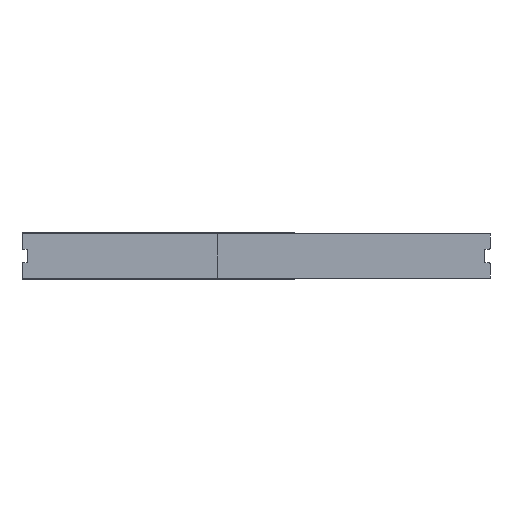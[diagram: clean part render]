
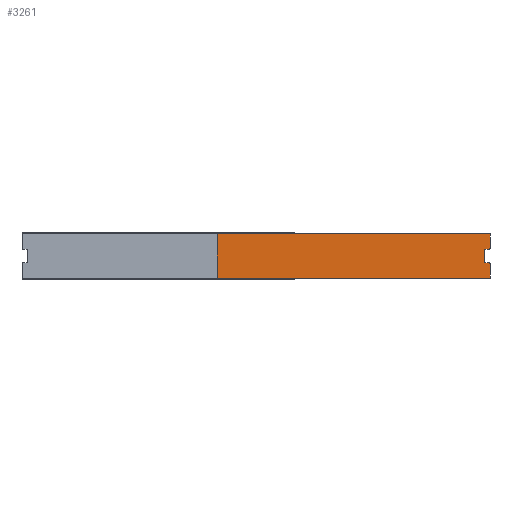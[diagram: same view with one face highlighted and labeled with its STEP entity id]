
A CAD part, front view. The second image highlights one B-rep face of the part: STEP entity #3261.
In plain terms, the highlighted planar face has unit normal (0, -1, 0).
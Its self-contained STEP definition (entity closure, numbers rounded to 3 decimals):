
#76 = LINE ( 'NONE', #1430, #2874 ) ;
#81 = CARTESIAN_POINT ( 'NONE',  ( 701., -4.4, 70.95 ) ) ;
#102 = CIRCLE ( 'NONE', #1353, 1. ) ;
#208 = VERTEX_POINT ( 'NONE', #2346 ) ;
#231 = EDGE_CURVE ( 'NONE', #208, #2179, #76, .T. ) ;
#252 = VECTOR ( 'NONE', #1522, 1000. ) ;
#305 = DIRECTION ( 'NONE',  ( 0., 0., 1. ) ) ;
#321 = EDGE_CURVE ( 'NONE', #1729, #2687, #849, .T. ) ;
#363 = DIRECTION ( 'NONE',  ( 0., 0., 1. ) ) ;
#377 = CARTESIAN_POINT ( 'NONE',  ( 688., -4.4, 18. ) ) ;
#583 = CARTESIAN_POINT ( 'NONE',  ( -159., -4.4, 69.95 ) ) ;
#584 = VERTEX_POINT ( 'NONE', #1005 ) ;
#604 = PLANE ( 'NONE',  #1004 ) ;
#618 = ORIENTED_EDGE ( 'NONE', *, *, #634, .T. ) ;
#621 = CARTESIAN_POINT ( 'NONE',  ( 684., -4.4, 70.95 ) ) ;
#634 = EDGE_CURVE ( 'NONE', #1243, #2179, #3108, .T. ) ;
#656 = VECTOR ( 'NONE', #2359, 1000. ) ;
#658 = AXIS2_PLACEMENT_3D ( 'NONE', #2546, #1981, #678 ) ;
#676 = LINE ( 'NONE', #3295, #2932 ) ;
#678 = DIRECTION ( 'NONE',  ( 0., 0., 1. ) ) ;
#817 = FACE_OUTER_BOUND ( 'NONE', #1609, .T. ) ;
#849 = CIRCLE ( 'NONE', #2178, 4. ) ;
#892 = ORIENTED_EDGE ( 'NONE', *, *, #2746, .T. ) ;
#912 = AXIS2_PLACEMENT_3D ( 'NONE', #1330, #2309, #2103 ) ;
#914 = DIRECTION ( 'NONE',  ( -1., 0., 0. ) ) ;
#921 = EDGE_CURVE ( 'NONE', #1623, #1162, #676, .T. ) ;
#964 = VECTOR ( 'NONE', #305, 1000. ) ;
#997 = VERTEX_POINT ( 'NONE', #3340 ) ;
#1004 = AXIS2_PLACEMENT_3D ( 'NONE', #81, #2405, #363 ) ;
#1005 = CARTESIAN_POINT ( 'NONE',  ( 701., -4.4, -23. ) ) ;
#1080 = CARTESIAN_POINT ( 'NONE',  ( 701., -4.4, 22. ) ) ;
#1162 = VERTEX_POINT ( 'NONE', #2365 ) ;
#1174 = EDGE_CURVE ( 'NONE', #584, #208, #2941, .T. ) ;
#1202 = EDGE_CURVE ( 'NONE', #1384, #1729, #2194, .T. ) ;
#1243 = VERTEX_POINT ( 'NONE', #583 ) ;
#1330 = CARTESIAN_POINT ( 'NONE',  ( 688., -4.4, -18. ) ) ;
#1353 = AXIS2_PLACEMENT_3D ( 'NONE', #1719, #2254, #3287 ) ;
#1384 = VERTEX_POINT ( 'NONE', #1480 ) ;
#1427 = ORIENTED_EDGE ( 'NONE', *, *, #2356, .T. ) ;
#1430 = CARTESIAN_POINT ( 'NONE',  ( 701., -4.4, -69.95 ) ) ;
#1480 = CARTESIAN_POINT ( 'NONE',  ( 684., -4.4, -18. ) ) ;
#1522 = DIRECTION ( 'NONE',  ( 0., 0., -1. ) ) ;
#1547 = CARTESIAN_POINT ( 'NONE',  ( 701., -4.4, 69.95 ) ) ;
#1565 = VERTEX_POINT ( 'NONE', #2130 ) ;
#1601 = DIRECTION ( 'NONE',  ( 0., 0., -1. ) ) ;
#1609 = EDGE_LOOP ( 'NONE', ( #2037, #1679, #2681, #2569, #618, #2122, #1998, #2150, #1427, #892, #2350, #3089 ) ) ;
#1623 = VERTEX_POINT ( 'NONE', #3221 ) ;
#1634 = CARTESIAN_POINT ( 'NONE',  ( 684., -4.4, 18. ) ) ;
#1648 = LINE ( 'NONE', #2964, #3270 ) ;
#1679 = ORIENTED_EDGE ( 'NONE', *, *, #2627, .T. ) ;
#1704 = VERTEX_POINT ( 'NONE', #2471 ) ;
#1719 = CARTESIAN_POINT ( 'NONE',  ( 700., -4.4, -23. ) ) ;
#1729 = VERTEX_POINT ( 'NONE', #1634 ) ;
#1741 = EDGE_CURVE ( 'NONE', #584, #1704, #102, .T. ) ;
#1981 = DIRECTION ( 'NONE',  ( 0., -1., 0. ) ) ;
#1985 = CARTESIAN_POINT ( 'NONE',  ( -159., -4.4, -69.95 ) ) ;
#1998 = ORIENTED_EDGE ( 'NONE', *, *, #1174, .F. ) ;
#2037 = ORIENTED_EDGE ( 'NONE', *, *, #2246, .T. ) ;
#2103 = DIRECTION ( 'NONE',  ( 0., 0., 1. ) ) ;
#2105 = CARTESIAN_POINT ( 'NONE',  ( -159., -4.4, 70.95 ) ) ;
#2122 = ORIENTED_EDGE ( 'NONE', *, *, #231, .F. ) ;
#2130 = CARTESIAN_POINT ( 'NONE',  ( 688., -4.4, -22. ) ) ;
#2150 = ORIENTED_EDGE ( 'NONE', *, *, #1741, .T. ) ;
#2178 = AXIS2_PLACEMENT_3D ( 'NONE', #377, #2729, #3255 ) ;
#2179 = VERTEX_POINT ( 'NONE', #1985 ) ;
#2194 = LINE ( 'NONE', #621, #964 ) ;
#2246 = EDGE_CURVE ( 'NONE', #2687, #997, #3346, .T. ) ;
#2254 = DIRECTION ( 'NONE',  ( 0., -1., 0. ) ) ;
#2309 = DIRECTION ( 'NONE',  ( 0., 1., 0. ) ) ;
#2346 = CARTESIAN_POINT ( 'NONE',  ( 701., -4.4, -69.95 ) ) ;
#2350 = ORIENTED_EDGE ( 'NONE', *, *, #1202, .T. ) ;
#2356 = EDGE_CURVE ( 'NONE', #1704, #1565, #1648, .T. ) ;
#2359 = DIRECTION ( 'NONE',  ( 1., 0., 0. ) ) ;
#2365 = CARTESIAN_POINT ( 'NONE',  ( 701., -4.4, 23. ) ) ;
#2369 = CARTESIAN_POINT ( 'NONE',  ( 688., -4.4, 22. ) ) ;
#2374 = CIRCLE ( 'NONE', #912, 4. ) ;
#2394 = CIRCLE ( 'NONE', #658, 1. ) ;
#2405 = DIRECTION ( 'NONE',  ( 0., 1., 0. ) ) ;
#2471 = CARTESIAN_POINT ( 'NONE',  ( 700., -4.4, -22. ) ) ;
#2546 = CARTESIAN_POINT ( 'NONE',  ( 700., -4.4, 23. ) ) ;
#2569 = ORIENTED_EDGE ( 'NONE', *, *, #3109, .T. ) ;
#2596 = VECTOR ( 'NONE', #1601, 1000. ) ;
#2627 = EDGE_CURVE ( 'NONE', #997, #1162, #2394, .T. ) ;
#2681 = ORIENTED_EDGE ( 'NONE', *, *, #921, .F. ) ;
#2687 = VERTEX_POINT ( 'NONE', #2369 ) ;
#2729 = DIRECTION ( 'NONE',  ( 0., 1., 0. ) ) ;
#2746 = EDGE_CURVE ( 'NONE', #1565, #1384, #2374, .T. ) ;
#2787 = DIRECTION ( 'NONE',  ( 0., 0., -1. ) ) ;
#2874 = VECTOR ( 'NONE', #2930, 1000. ) ;
#2881 = LINE ( 'NONE', #1547, #3129 ) ;
#2919 = CARTESIAN_POINT ( 'NONE',  ( 701., -4.4, 70.95 ) ) ;
#2930 = DIRECTION ( 'NONE',  ( -1., 0., 0. ) ) ;
#2932 = VECTOR ( 'NONE', #2787, 1000. ) ;
#2941 = LINE ( 'NONE', #2919, #2596 ) ;
#2964 = CARTESIAN_POINT ( 'NONE',  ( 701., -4.4, -22. ) ) ;
#3069 = DIRECTION ( 'NONE',  ( -1., 0., 0. ) ) ;
#3089 = ORIENTED_EDGE ( 'NONE', *, *, #321, .T. ) ;
#3108 = LINE ( 'NONE', #2105, #252 ) ;
#3109 = EDGE_CURVE ( 'NONE', #1623, #1243, #2881, .T. ) ;
#3129 = VECTOR ( 'NONE', #3069, 1000. ) ;
#3221 = CARTESIAN_POINT ( 'NONE',  ( 701., -4.4, 69.95 ) ) ;
#3255 = DIRECTION ( 'NONE',  ( 0., 0., 1. ) ) ;
#3261 = ADVANCED_FACE ( 'NONE', ( #817 ), #604, .F. ) ;
#3270 = VECTOR ( 'NONE', #914, 1000. ) ;
#3287 = DIRECTION ( 'NONE',  ( 0., 0., 1. ) ) ;
#3295 = CARTESIAN_POINT ( 'NONE',  ( 701., -4.4, 70.95 ) ) ;
#3340 = CARTESIAN_POINT ( 'NONE',  ( 700., -4.4, 22. ) ) ;
#3346 = LINE ( 'NONE', #1080, #656 ) ;
